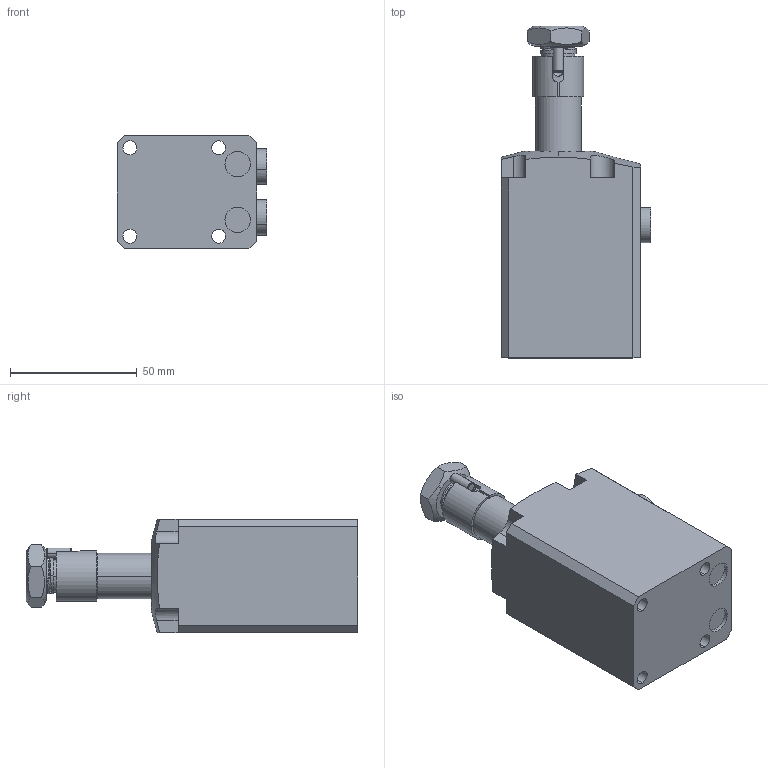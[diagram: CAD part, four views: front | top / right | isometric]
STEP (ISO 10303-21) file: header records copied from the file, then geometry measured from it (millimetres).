
FILE_DESCRIPTION (( 'STEP AP203' ), '1' );
FILE_NAME ('CBTU-2L-90.STEP', '2019-03-29T02:19:15', ( '' ), ( '' ), 'SwSTEP 2.0', 'SolidWorks 2017', '' );
FILE_SCHEMA (( 'CONFIG_CONTROL_DESIGN' ));
Length unit declared in the file: millimetre
Products named in the file (7): CBTU02掛极; CBTU2隅弇种; CBTU2袪杶; 囀鞠褒黑芛郔陔1-8; CBTU2活塞杆; CBTU-2L-90; CBTU2蹟譫
Assembly tree (7 placements, depth 2):
  CBTU-2L-90
    CBTU02掛极
    CBTU2活塞杆
    CBTU2蹟譫
    CBTU2袪杶
    囀鞠褒黑芛郔陔1-8  x2
    CBTU2隅弇种
Bounding box: 59 x 131 x 45 mm (x, y, z)
Volume: 203905.1 mm3; surface area: 38806.7 mm2
Topology: 7 solids, 7 shells, 169 faces, 407 edges, 263 vertices
Faces by surface type: plane 76, cylinder 66, cone 20, torus 5, bspline 2
Entity records: 6239 total; most frequent: CARTESIAN_POINT 2032, ORIENTED_EDGE 734, DIRECTION 695, EDGE_CURVE 367, AXIS2_PLACEMENT_3D 263, VERTEX_POINT 239, EDGE_LOOP 172, LINE 169
